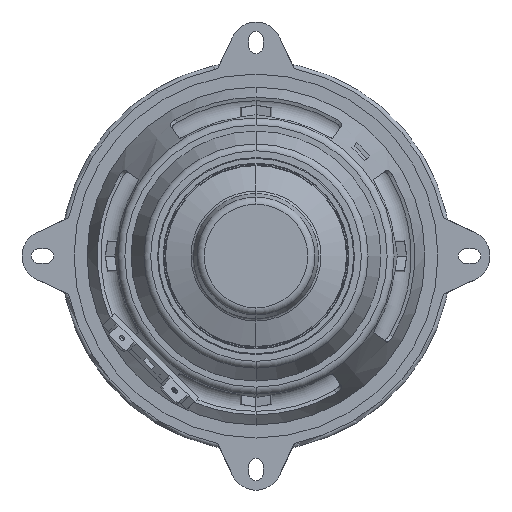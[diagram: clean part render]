
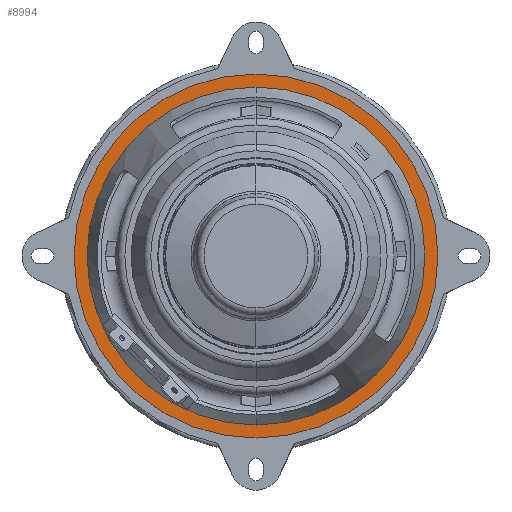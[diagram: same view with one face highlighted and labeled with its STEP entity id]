
A CAD part, front view. The second image highlights one B-rep face of the part: STEP entity #8994.
In plain terms, the highlighted planar face has unit normal (0, -1, 0).
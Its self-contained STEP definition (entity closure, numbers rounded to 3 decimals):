
#99 = EDGE_CURVE ( 'NONE', #4088, #12264, #6108, .T. ) ;
#586 = CARTESIAN_POINT ( 'NONE',  ( 0., 49., 0. ) ) ;
#697 = DIRECTION ( 'NONE',  ( 0., 0., 1. ) ) ;
#1162 = VERTEX_POINT ( 'NONE', #2963 ) ;
#1981 = ORIENTED_EDGE ( 'NONE', *, *, #99, .T. ) ;
#2267 = DIRECTION ( 'NONE',  ( 0., 0., 1. ) ) ;
#2342 = CARTESIAN_POINT ( 'NONE',  ( 0., 49., 0. ) ) ;
#2776 = AXIS2_PLACEMENT_3D ( 'NONE', #2342, #3357, #10282 ) ;
#2791 = ORIENTED_EDGE ( 'NONE', *, *, #12115, .F. ) ;
#2963 = CARTESIAN_POINT ( 'NONE',  ( 0., 49., -49. ) ) ;
#3357 = DIRECTION ( 'NONE',  ( 0., 1., 0. ) ) ;
#3506 = DIRECTION ( 'NONE',  ( 0., 0., 1. ) ) ;
#3598 = AXIS2_PLACEMENT_3D ( 'NONE', #11239, #5092, #2267 ) ;
#4088 = VERTEX_POINT ( 'NONE', #11842 ) ;
#4208 = EDGE_CURVE ( 'NONE', #12264, #4088, #5241, .T. ) ;
#4396 = AXIS2_PLACEMENT_3D ( 'NONE', #4801, #8765, #12687 ) ;
#4575 = VERTEX_POINT ( 'NONE', #10502 ) ;
#4801 = CARTESIAN_POINT ( 'NONE',  ( 0., 49., 0. ) ) ;
#4952 = EDGE_LOOP ( 'NONE', ( #1981, #6850 ) ) ;
#5092 = DIRECTION ( 'NONE',  ( 0., 1., 0. ) ) ;
#5241 = CIRCLE ( 'NONE', #8965, 45.5 ) ;
#5278 = AXIS2_PLACEMENT_3D ( 'NONE', #586, #12482, #3506 ) ;
#6108 = CIRCLE ( 'NONE', #5278, 45.5 ) ;
#6393 = CARTESIAN_POINT ( 'NONE',  ( 0., 49., 0. ) ) ;
#6850 = ORIENTED_EDGE ( 'NONE', *, *, #4208, .T. ) ;
#7251 = FACE_BOUND ( 'NONE', #4952, .T. ) ;
#7530 = ORIENTED_EDGE ( 'NONE', *, *, #10425, .F. ) ;
#7852 = CARTESIAN_POINT ( 'NONE',  ( 0., 49., 45.5 ) ) ;
#8765 = DIRECTION ( 'NONE',  ( 0., 1., 0. ) ) ;
#8951 = EDGE_LOOP ( 'NONE', ( #7530, #2791 ) ) ;
#8965 = AXIS2_PLACEMENT_3D ( 'NONE', #6393, #11560, #697 ) ;
#8994 = ADVANCED_FACE ( 'NONE', ( #9188, #7251 ), #11189, .F. ) ;
#9163 = CIRCLE ( 'NONE', #3598, 49. ) ;
#9188 = FACE_OUTER_BOUND ( 'NONE', #8951, .T. ) ;
#10282 = DIRECTION ( 'NONE',  ( 0., 0., 1. ) ) ;
#10425 = EDGE_CURVE ( 'NONE', #1162, #4575, #9163, .T. ) ;
#10502 = CARTESIAN_POINT ( 'NONE',  ( 0., 49., 49. ) ) ;
#11189 = PLANE ( 'NONE',  #2776 ) ;
#11239 = CARTESIAN_POINT ( 'NONE',  ( 0., 49., 0. ) ) ;
#11560 = DIRECTION ( 'NONE',  ( 0., 1., 0. ) ) ;
#11838 = CIRCLE ( 'NONE', #4396, 49. ) ;
#11842 = CARTESIAN_POINT ( 'NONE',  ( 0., 49., -45.5 ) ) ;
#12115 = EDGE_CURVE ( 'NONE', #4575, #1162, #11838, .T. ) ;
#12264 = VERTEX_POINT ( 'NONE', #7852 ) ;
#12482 = DIRECTION ( 'NONE',  ( 0., 1., 0. ) ) ;
#12687 = DIRECTION ( 'NONE',  ( 0., 0., 1. ) ) ;
